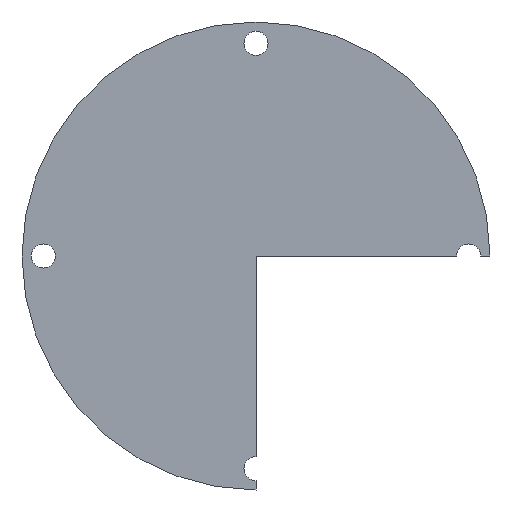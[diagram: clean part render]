
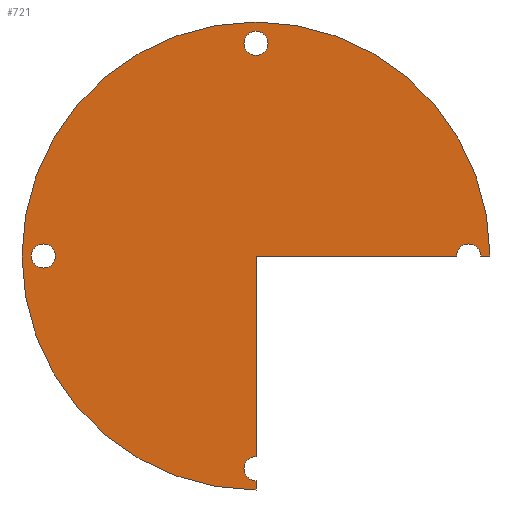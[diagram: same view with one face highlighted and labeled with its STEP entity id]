
A CAD part, front view. The second image highlights one B-rep face of the part: STEP entity #721.
In plain terms, the highlighted planar face has unit normal (0, -1, 0).
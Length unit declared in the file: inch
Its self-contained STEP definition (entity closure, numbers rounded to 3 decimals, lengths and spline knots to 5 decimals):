
#721=ADVANCED_FACE('',(#1281,#1282,#1283),#1284,.T.);
#1281=FACE_BOUND('',#1950,.T.);
#1282=FACE_BOUND('',#1951,.T.);
#1283=FACE_OUTER_BOUND('',#1952,.T.);
#1284=PLANE('',#1953);
#1950=EDGE_LOOP('',(#2784,#2785));
#1951=EDGE_LOOP('',(#2786,#2787));
#1952=EDGE_LOOP('',(#2788,#2789,#2790,#2791,#2792,#2793,#2794,#2795,#2796,#2797));
#1953=AXIS2_PLACEMENT_3D('',#2798,#2799,#2800);
#2784=ORIENTED_EDGE('',*,*,#3067,.T.);
#2785=ORIENTED_EDGE('',*,*,#3132,.T.);
#2786=ORIENTED_EDGE('',*,*,#3078,.T.);
#2787=ORIENTED_EDGE('',*,*,#3149,.T.);
#2788=ORIENTED_EDGE('',*,*,#2997,.T.);
#2789=ORIENTED_EDGE('',*,*,#3173,.T.);
#2790=ORIENTED_EDGE('',*,*,#3147,.T.);
#2791=ORIENTED_EDGE('',*,*,#3060,.T.);
#2792=ORIENTED_EDGE('',*,*,#3155,.T.);
#2793=ORIENTED_EDGE('',*,*,#3094,.T.);
#2794=ORIENTED_EDGE('',*,*,#3107,.T.);
#2795=ORIENTED_EDGE('',*,*,#3179,.T.);
#2796=ORIENTED_EDGE('',*,*,#2900,.T.);
#2797=ORIENTED_EDGE('',*,*,#2970,.T.);
#2798=CARTESIAN_POINT('',(-4.14561,1.48959,0.0));
#2799=DIRECTION('',(0.0,-1.0,0.0));
#2800=DIRECTION('',(1.0,0.0,0.0));
#2900=EDGE_CURVE('',#3230,#3235,#3237,.T.);
#2970=EDGE_CURVE('',#3235,#3351,#3353,.T.);
#2997=EDGE_CURVE('',#3351,#3389,#3391,.T.);
#3060=EDGE_CURVE('',#3488,#3485,#3489,.T.);
#3067=EDGE_CURVE('',#3495,#3499,#3501,.T.);
#3078=EDGE_CURVE('',#3512,#3516,#3518,.T.);
#3094=EDGE_CURVE('',#3539,#3537,#3540,.T.);
#3107=EDGE_CURVE('',#3537,#3555,#3557,.T.);
#3132=EDGE_CURVE('',#3499,#3495,#3585,.T.);
#3147=EDGE_CURVE('',#3602,#3488,#3604,.T.);
#3149=EDGE_CURVE('',#3516,#3512,#3606,.T.);
#3155=EDGE_CURVE('',#3485,#3539,#3612,.T.);
#3173=EDGE_CURVE('',#3389,#3602,#3632,.T.);
#3179=EDGE_CURVE('',#3555,#3230,#3638,.T.);
#3230=VERTEX_POINT('',#3697);
#3235=VERTEX_POINT('',#3704);
#3237=LINE('',#3707,#3708);
#3351=VERTEX_POINT('',#3859);
#3353=LINE('',#3862,#3863);
#3389=VERTEX_POINT('',#3910);
#3391=CIRCLE('',#3913,0.0839);
#3485=VERTEX_POINT('',#4029);
#3488=VERTEX_POINT('',#4033);
#3489=CIRCLE('',#4034,1.63278);
#3495=VERTEX_POINT('',#4041);
#3499=VERTEX_POINT('',#4046);
#3501=CIRCLE('',#4049,0.0839);
#3512=VERTEX_POINT('',#4062);
#3516=VERTEX_POINT('',#4067);
#3518=CIRCLE('',#4070,0.0839);
#3537=VERTEX_POINT('',#4094);
#3539=VERTEX_POINT('',#4097);
#3540=LINE('',#4098,#4099);
#3555=VERTEX_POINT('',#4117);
#3557=CIRCLE('',#4120,0.0839);
#3585=CIRCLE('',#4157,0.0839);
#3602=VERTEX_POINT('',#4177);
#3604=LINE('',#4180,#4181);
#3606=CIRCLE('',#4183,0.0839);
#3612=CIRCLE('',#4190,1.63278);
#3632=CIRCLE('',#4211,0.0839);
#3638=CIRCLE('',#4217,0.0839);
#3697=CARTESIAN_POINT('',(-4.96201,1.48959,-1.39947));
#3704=CARTESIAN_POINT('',(-4.96201,1.48959,0.0));
#3707=CARTESIAN_POINT('',(-4.96201,1.48959,0.0));
#3708=VECTOR('',#4270,1.0);
#3859=CARTESIAN_POINT('',(-3.56254,1.48959,0.0));
#3862=CARTESIAN_POINT('',(-4.96201,1.48959,0.0));
#3863=VECTOR('',#4351,1.0);
#3910=CARTESIAN_POINT('',(-3.47863,1.48959,0.08391));
#3913=AXIS2_PLACEMENT_3D('',#4382,#4383,#4384);
#4029=CARTESIAN_POINT('',(-6.59479,1.48959,0.));
#4033=CARTESIAN_POINT('',(-3.32922,1.48959,0.0));
#4034=AXIS2_PLACEMENT_3D('',#4477,#4478,#4479);
#4041=CARTESIAN_POINT('',(-6.44538,1.48959,-0.08391));
#4046=CARTESIAN_POINT('',(-6.44538,1.48959,0.0839));
#4049=AXIS2_PLACEMENT_3D('',#4489,#4490,#4491);
#4062=CARTESIAN_POINT('',(-5.04591,1.48959,1.48337));
#4067=CARTESIAN_POINT('',(-4.8781,1.48959,1.48337));
#4070=AXIS2_PLACEMENT_3D('',#4505,#4506,#4507);
#4094=CARTESIAN_POINT('',(-4.96201,1.48959,-1.56728));
#4097=CARTESIAN_POINT('',(-4.96201,1.48959,-1.63278));
#4098=CARTESIAN_POINT('',(-4.96201,1.48959,0.0));
#4099=VECTOR('',#4523,1.0);
#4117=CARTESIAN_POINT('',(-5.04591,1.48959,-1.48337));
#4120=AXIS2_PLACEMENT_3D('',#4546,#4547,#4548);
#4157=AXIS2_PLACEMENT_3D('',#4573,#4574,#4575);
#4177=CARTESIAN_POINT('',(-3.39473,1.48959,0.0));
#4180=CARTESIAN_POINT('',(-4.96201,1.48959,0.0));
#4181=VECTOR('',#4589,1.0);
#4183=AXIS2_PLACEMENT_3D('',#4590,#4591,#4592);
#4190=AXIS2_PLACEMENT_3D('',#4597,#4598,#4599);
#4211=AXIS2_PLACEMENT_3D('',#4616,#4617,#4618);
#4217=AXIS2_PLACEMENT_3D('',#4622,#4623,#4624);
#4270=DIRECTION('',(-0.0,-0.0,1.0));
#4351=DIRECTION('',(1.0,0.0,0.0));
#4382=CARTESIAN_POINT('',(-3.47863,1.48959,0.));
#4383=DIRECTION('',(0.0,1.0,-0.0));
#4384=DIRECTION('',(0.,0.0,1.0));
#4477=CARTESIAN_POINT('',(-4.96201,1.48959,0.0));
#4478=DIRECTION('',(0.0,-1.0,0.0));
#4479=DIRECTION('',(1.0,0.0,0.0));
#4489=CARTESIAN_POINT('',(-6.44538,1.48959,0.));
#4490=DIRECTION('',(0.0,1.0,0.0));
#4491=DIRECTION('',(0.,0.0,-1.0));
#4505=CARTESIAN_POINT('',(-4.96201,1.48959,1.48337));
#4506=DIRECTION('',(0.0,1.0,-0.0));
#4507=DIRECTION('',(-1.0,0.0,0.0));
#4523=DIRECTION('',(-0.0,-0.0,1.0));
#4546=CARTESIAN_POINT('',(-4.962,1.48959,-1.48337));
#4547=DIRECTION('',(-0.0,1.0,0.0));
#4548=DIRECTION('',(1.0,0.0,0.));
#4573=CARTESIAN_POINT('',(-6.44538,1.48959,0.));
#4574=DIRECTION('',(0.0,1.0,0.0));
#4575=DIRECTION('',(0.,0.0,-1.0));
#4589=DIRECTION('',(1.0,0.0,0.0));
#4590=CARTESIAN_POINT('',(-4.96201,1.48959,1.48337));
#4591=DIRECTION('',(0.0,1.0,-0.0));
#4592=DIRECTION('',(-1.0,0.0,0.0));
#4597=CARTESIAN_POINT('',(-4.96201,1.48959,0.0));
#4598=DIRECTION('',(0.0,-1.0,0.0));
#4599=DIRECTION('',(1.0,0.0,0.0));
#4616=CARTESIAN_POINT('',(-3.47863,1.48959,0.));
#4617=DIRECTION('',(0.0,1.0,-0.0));
#4618=DIRECTION('',(0.,0.0,1.0));
#4622=CARTESIAN_POINT('',(-4.962,1.48959,-1.48337));
#4623=DIRECTION('',(-0.0,1.0,0.0));
#4624=DIRECTION('',(1.0,0.0,0.));
